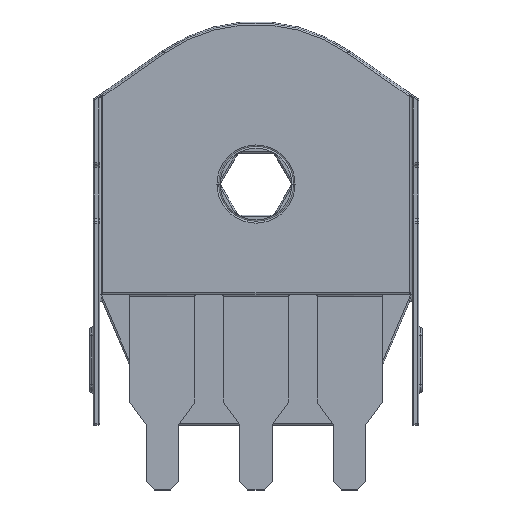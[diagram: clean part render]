
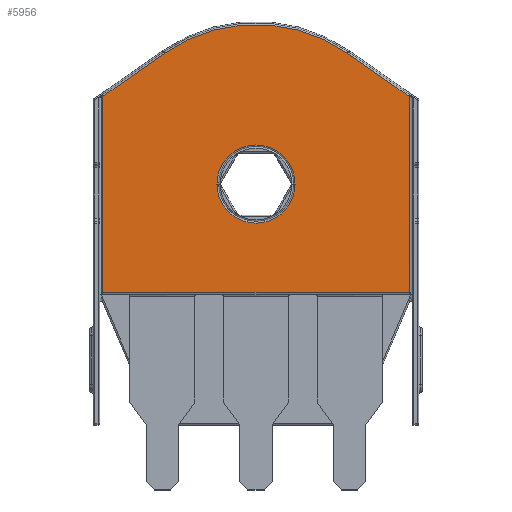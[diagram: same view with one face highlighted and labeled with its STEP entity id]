
A CAD part, top view. The second image highlights one B-rep face of the part: STEP entity #5956.
In plain terms, the highlighted planar face has unit normal (0, 0, 1).
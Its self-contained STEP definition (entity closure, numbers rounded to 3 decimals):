
#506 = DIRECTION ( 'NONE',  ( 1., 0., 0. ) ) ;
#528 = CARTESIAN_POINT ( 'NONE',  ( 0., 7.4, 1.65 ) ) ;
#554 = CARTESIAN_POINT ( 'NONE',  ( 0., 7.4, 1.65 ) ) ;
#861 = LINE ( 'NONE', #13555, #9535 ) ;
#1443 = DIRECTION ( 'NONE',  ( -0.819, 0.574, 0. ) ) ;
#1451 = EDGE_CURVE ( 'NONE', #2866, #10699, #12559, .T. ) ;
#1624 = VECTOR ( 'NONE', #2894, 1000. ) ;
#1666 = DIRECTION ( 'NONE',  ( 0., 0., -1. ) ) ;
#1708 = AXIS2_PLACEMENT_3D ( 'NONE', #528, #10351, #8247 ) ;
#1897 = EDGE_CURVE ( 'NONE', #11916, #6121, #8762, .T. ) ;
#2004 = CARTESIAN_POINT ( 'NONE',  ( 0., 7.4, 1.65 ) ) ;
#2030 = ORIENTED_EDGE ( 'NONE', *, *, #4409, .T. ) ;
#2507 = LINE ( 'NONE', #5778, #7779 ) ;
#2866 = VERTEX_POINT ( 'NONE', #14187 ) ;
#2894 = DIRECTION ( 'NONE',  ( -0.819, -0.574, 0. ) ) ;
#2968 = VERTEX_POINT ( 'NONE', #13516 ) ;
#3024 = DIRECTION ( 'NONE',  ( 1., 0., 0. ) ) ;
#3671 = DIRECTION ( 'NONE',  ( 0., 0., 1. ) ) ;
#3697 = CARTESIAN_POINT ( 'NONE',  ( -4.7, 4.01, 1.65 ) ) ;
#3749 = DIRECTION ( 'NONE',  ( 0., -1., 0. ) ) ;
#4146 = AXIS2_PLACEMENT_3D ( 'NONE', #554, #1666, #506 ) ;
#4409 = EDGE_CURVE ( 'NONE', #6121, #11916, #6339, .T. ) ;
#4541 = ORIENTED_EDGE ( 'NONE', *, *, #10629, .T. ) ;
#4871 = PLANE ( 'NONE',  #10292 ) ;
#5154 = VECTOR ( 'NONE', #3749, 1000. ) ;
#5528 = CARTESIAN_POINT ( 'NONE',  ( 4.7, 10.091, 1.65 ) ) ;
#5778 = CARTESIAN_POINT ( 'NONE',  ( 2.811, 11.414, 1.65 ) ) ;
#5956 = ADVANCED_FACE ( 'NONE', ( #9564, #7704 ), #4871, .T. ) ;
#6121 = VERTEX_POINT ( 'NONE', #7332 ) ;
#6339 = CIRCLE ( 'NONE', #1708, 1.2 ) ;
#6500 = EDGE_CURVE ( 'NONE', #10699, #9458, #6994, .T. ) ;
#6636 = CARTESIAN_POINT ( 'NONE',  ( -4.7, 4.06, 1.65 ) ) ;
#6829 = DIRECTION ( 'NONE',  ( 0., 1., 0. ) ) ;
#6994 = LINE ( 'NONE', #3697, #5154 ) ;
#7141 = EDGE_CURVE ( 'NONE', #2968, #13758, #861, .T. ) ;
#7332 = CARTESIAN_POINT ( 'NONE',  ( 1.2, 7.4, 1.65 ) ) ;
#7534 = EDGE_LOOP ( 'NONE', ( #2030, #11187 ) ) ;
#7593 = LINE ( 'NONE', #8881, #13773 ) ;
#7645 = ORIENTED_EDGE ( 'NONE', *, *, #1451, .T. ) ;
#7704 = FACE_OUTER_BOUND ( 'NONE', #13481, .T. ) ;
#7779 = VECTOR ( 'NONE', #1443, 1000. ) ;
#7987 = AXIS2_PLACEMENT_3D ( 'NONE', #2004, #11745, #3024 ) ;
#8113 = CIRCLE ( 'NONE', #7987, 4.9 ) ;
#8247 = DIRECTION ( 'NONE',  ( 1., 0., 0. ) ) ;
#8762 = CIRCLE ( 'NONE', #4146, 1.2 ) ;
#8778 = ORIENTED_EDGE ( 'NONE', *, *, #9744, .T. ) ;
#8881 = CARTESIAN_POINT ( 'NONE',  ( 4.75, 4.06, 1.65 ) ) ;
#9074 = DIRECTION ( 'NONE',  ( 1., 0., 0. ) ) ;
#9345 = ORIENTED_EDGE ( 'NONE', *, *, #10001, .T. ) ;
#9458 = VERTEX_POINT ( 'NONE', #6636 ) ;
#9535 = VECTOR ( 'NONE', #6829, 1000. ) ;
#9550 = CARTESIAN_POINT ( 'NONE',  ( -4.721, 10.076, 1.65 ) ) ;
#9564 = FACE_BOUND ( 'NONE', #7534, .T. ) ;
#9744 = EDGE_CURVE ( 'NONE', #12499, #2866, #8113, .T. ) ;
#10001 = EDGE_CURVE ( 'NONE', #13758, #12499, #2507, .T. ) ;
#10292 = AXIS2_PLACEMENT_3D ( 'NONE', #11373, #3671, #9074 ) ;
#10351 = DIRECTION ( 'NONE',  ( 0., 0., -1. ) ) ;
#10506 = CARTESIAN_POINT ( 'NONE',  ( -4.7, 10.091, 1.65 ) ) ;
#10629 = EDGE_CURVE ( 'NONE', #9458, #2968, #7593, .T. ) ;
#10699 = VERTEX_POINT ( 'NONE', #10506 ) ;
#11063 = ORIENTED_EDGE ( 'NONE', *, *, #7141, .T. ) ;
#11187 = ORIENTED_EDGE ( 'NONE', *, *, #1897, .T. ) ;
#11373 = CARTESIAN_POINT ( 'NONE',  ( 0., 7.4, 1.65 ) ) ;
#11745 = DIRECTION ( 'NONE',  ( 0., 0., 1. ) ) ;
#11916 = VERTEX_POINT ( 'NONE', #12125 ) ;
#12125 = CARTESIAN_POINT ( 'NONE',  ( -1.2, 7.4, 1.65 ) ) ;
#12145 = ORIENTED_EDGE ( 'NONE', *, *, #6500, .T. ) ;
#12491 = DIRECTION ( 'NONE',  ( 1., 0., 0. ) ) ;
#12499 = VERTEX_POINT ( 'NONE', #13413 ) ;
#12559 = LINE ( 'NONE', #9550, #1624 ) ;
#13413 = CARTESIAN_POINT ( 'NONE',  ( 2.811, 11.414, 1.65 ) ) ;
#13481 = EDGE_LOOP ( 'NONE', ( #12145, #4541, #11063, #9345, #8778, #7645 ) ) ;
#13516 = CARTESIAN_POINT ( 'NONE',  ( 4.7, 4.06, 1.65 ) ) ;
#13555 = CARTESIAN_POINT ( 'NONE',  ( 4.7, 10.117, 1.65 ) ) ;
#13758 = VERTEX_POINT ( 'NONE', #5528 ) ;
#13773 = VECTOR ( 'NONE', #12491, 1000. ) ;
#14187 = CARTESIAN_POINT ( 'NONE',  ( -2.811, 11.414, 1.65 ) ) ;
